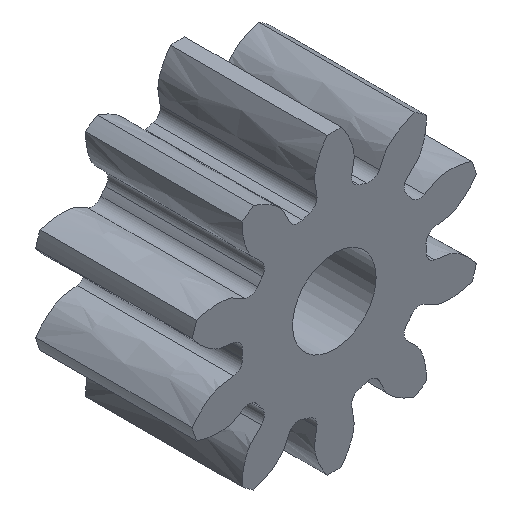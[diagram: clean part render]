
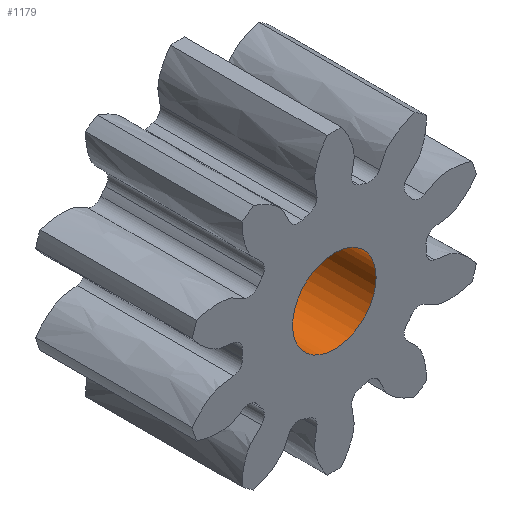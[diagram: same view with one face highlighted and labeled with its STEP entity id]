
A CAD part, isometric view. The second image highlights one B-rep face of the part: STEP entity #1179.
In plain terms, the highlighted cylindrical face has radius 1.6 mm (diameter 3.2 mm), a full revolution.
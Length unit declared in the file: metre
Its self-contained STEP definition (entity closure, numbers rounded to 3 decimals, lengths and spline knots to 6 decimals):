
#92=CIRCLE('',#1221,0.0016);
#125=CIRCLE('',#1256,0.0016);
#518=ORIENTED_EDGE('',*,*,#556,.T.);
#519=ORIENTED_EDGE('',*,*,#611,.F.);
#556=EDGE_CURVE('',#738,#738,#92,.T.);
#611=EDGE_CURVE('',#783,#783,#125,.T.);
#738=VERTEX_POINT('',#1714);
#783=VERTEX_POINT('',#2656);
#1008=EDGE_LOOP('',(#518));
#1009=EDGE_LOOP('',(#519));
#1074=FACE_BOUND('',#1008,.T.);
#1075=FACE_BOUND('',#1009,.T.);
#1116=CYLINDRICAL_SURFACE('',#1317,0.0016);
#1179=ADVANCED_FACE('',(#1074,#1075),#1116,.F.);
#1221=AXIS2_PLACEMENT_3D('',#1713,#1394,#1395);
#1256=AXIS2_PLACEMENT_3D('',#2655,#1466,#1467);
#1317=AXIS2_PLACEMENT_3D('',#4137,#1628,#1629);
#1394=DIRECTION('',(0.,-1.,0.));
#1395=DIRECTION('',(0.,0.,-1.));
#1466=DIRECTION('',(0.,-1.,0.));
#1467=DIRECTION('',(0.,0.,-1.));
#1628=DIRECTION('',(0.,-1.,0.));
#1629=DIRECTION('',(0.,0.,-1.));
#1713=CARTESIAN_POINT('',(0.,-0.006,0.));
#1714=CARTESIAN_POINT('',(0.,-0.006,-0.0016));
#2655=CARTESIAN_POINT('',(0.,0.,0.));
#2656=CARTESIAN_POINT('',(0.,0.,-0.0016));
#4137=CARTESIAN_POINT('',(0.,0.010781,0.));
